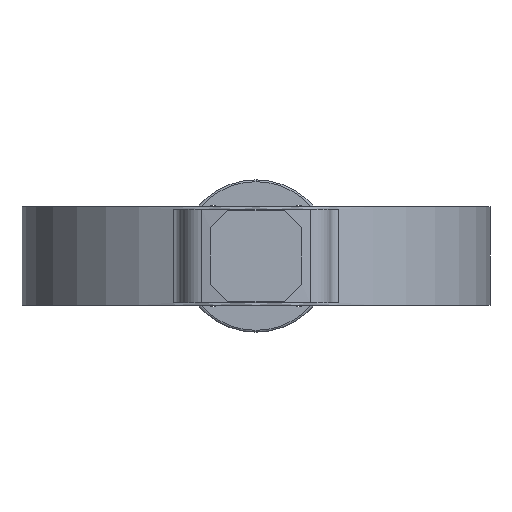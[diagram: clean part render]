
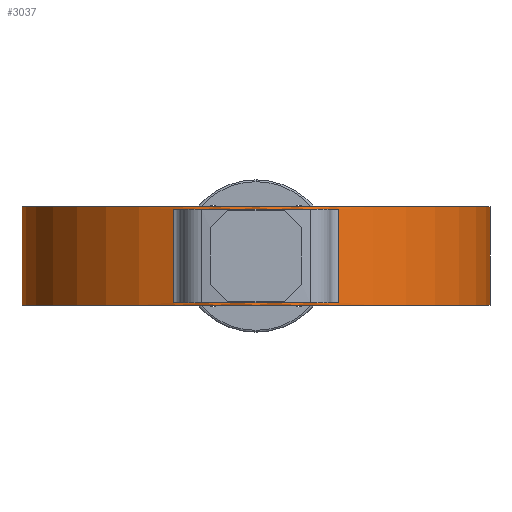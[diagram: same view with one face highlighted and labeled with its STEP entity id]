
A CAD part, front view. The second image highlights one B-rep face of the part: STEP entity #3037.
In plain terms, the highlighted cylindrical face has radius 269 mm (diameter 538 mm), a partial arc.
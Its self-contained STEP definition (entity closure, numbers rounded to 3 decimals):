
#25 = ORIENTED_EDGE ( 'NONE', *, *, #2377, .T. ) ;
#26 = ORIENTED_EDGE ( 'NONE', *, *, #2378, .T. ) ;
#27 = ORIENTED_EDGE ( 'NONE', *, *, #2379, .T. ) ;
#28 = ORIENTED_EDGE ( 'NONE', *, *, #2380, .F. ) ;
#29 = ORIENTED_EDGE ( 'NONE', *, *, #2381, .T. ) ;
#30 = ORIENTED_EDGE ( 'NONE', *, *, #3403, .T. ) ;
#31 = ORIENTED_EDGE ( 'NONE', *, *, #2382, .F. ) ;
#32 = ORIENTED_EDGE ( 'NONE', *, *, #3412, .F. ) ;
#177 = VERTEX_POINT ( 'NONE', #680 ) ;
#179 = VERTEX_POINT ( 'NONE', #678 ) ;
#182 = VERTEX_POINT ( 'NONE', #674 ) ;
#188 = VERTEX_POINT ( 'NONE', #739 ) ;
#234 = VERTEX_POINT ( 'NONE', #518 ) ;
#235 = VERTEX_POINT ( 'NONE', #515 ) ;
#237 = VERTEX_POINT ( 'NONE', #511 ) ;
#250 = VERTEX_POINT ( 'NONE', #492 ) ;
#492 = CARTESIAN_POINT ( 'NONE',  ( 269., 0., 56.5 ) ) ;
#511 = CARTESIAN_POINT ( 'NONE',  ( -269., 0., 56.5 ) ) ;
#515 = CARTESIAN_POINT ( 'NONE',  ( 269., 0., -56.5 ) ) ;
#518 = CARTESIAN_POINT ( 'NONE',  ( -269., 0., -56.5 ) ) ;
#674 = CARTESIAN_POINT ( 'NONE',  ( 94.718, -251.773, -53.5 ) ) ;
#678 = CARTESIAN_POINT ( 'NONE',  ( -94.718, -251.773, 53.5 ) ) ;
#680 = CARTESIAN_POINT ( 'NONE',  ( 94.718, -251.773, 53.5 ) ) ;
#739 = CARTESIAN_POINT ( 'NONE',  ( -94.718, -251.773, -53.5 ) ) ;
#1378 = DIRECTION ( 'NONE',  ( 0., 0., -1. ) ) ;
#1382 = DIRECTION ( 'NONE',  ( 0., 0., 1. ) ) ;
#1389 = CARTESIAN_POINT ( 'NONE',  ( 94.718, -251.773, 56.5 ) ) ;
#1393 = CARTESIAN_POINT ( 'NONE',  ( -94.718, -251.773, 56.5 ) ) ;
#1395 = CARTESIAN_POINT ( 'NONE',  ( 0., 0., 53.5 ) ) ;
#1396 = DIRECTION ( 'NONE',  ( 0., 0., 1. ) ) ;
#1397 = DIRECTION ( 'NONE',  ( 1., 0., 0. ) ) ;
#1399 = CARTESIAN_POINT ( 'NONE',  ( 0., 0., -53.5 ) ) ;
#1400 = DIRECTION ( 'NONE',  ( 0., 0., 1. ) ) ;
#1401 = DIRECTION ( 'NONE',  ( 1., 0., 0. ) ) ;
#1402 = CARTESIAN_POINT ( 'NONE',  ( 0., 0., -56.5 ) ) ;
#1403 = DIRECTION ( 'NONE',  ( 0., 0., 1. ) ) ;
#1404 = DIRECTION ( 'NONE',  ( 1., 0., 0. ) ) ;
#1406 = CARTESIAN_POINT ( 'NONE',  ( 0., 0., 56.5 ) ) ;
#1407 = DIRECTION ( 'NONE',  ( 0., 0., 1. ) ) ;
#1408 = DIRECTION ( 'NONE',  ( 1., 0., 0. ) ) ;
#2045 = DIRECTION ( 'NONE',  ( 0., 0., -1. ) ) ;
#2046 = CARTESIAN_POINT ( 'NONE',  ( -269., 0., 56.5 ) ) ;
#2090 = CARTESIAN_POINT ( 'NONE',  ( 269., 0., 56.5 ) ) ;
#2091 = DIRECTION ( 'NONE',  ( 0., 0., -1. ) ) ;
#2377 = EDGE_CURVE ( 'NONE', #177, #182, #3868, .T. ) ;
#2378 = EDGE_CURVE ( 'NONE', #179, #177, #3871, .T. ) ;
#2379 = EDGE_CURVE ( 'NONE', #188, #179, #3870, .T. ) ;
#2380 = EDGE_CURVE ( 'NONE', #188, #182, #3872, .T. ) ;
#2381 = EDGE_CURVE ( 'NONE', #234, #235, #3876, .T. ) ;
#2382 = EDGE_CURVE ( 'NONE', #237, #250, #3874, .T. ) ;
#2508 = AXIS2_PLACEMENT_3D ( 'NONE', #1395, #1396, #1397 ) ;
#2509 = AXIS2_PLACEMENT_3D ( 'NONE', #1399, #1400, #1401 ) ;
#2510 = AXIS2_PLACEMENT_3D ( 'NONE', #1402, #1403, #1404 ) ;
#2511 = AXIS2_PLACEMENT_3D ( 'NONE', #1406, #1407, #1408 ) ;
#2654 = AXIS2_PLACEMENT_3D ( 'NONE', #3186, #3187, #3185 ) ;
#3037 = ADVANCED_FACE ( 'NONE', ( #4036, #4038 ), #4040, .T. ) ;
#3185 = DIRECTION ( 'NONE',  ( -1., 0., 0. ) ) ;
#3186 = CARTESIAN_POINT ( 'NONE',  ( 0., 0., 56.5 ) ) ;
#3187 = DIRECTION ( 'NONE',  ( 0., 0., -1. ) ) ;
#3403 = EDGE_CURVE ( 'NONE', #237, #234, #4226, .T. ) ;
#3412 = EDGE_CURVE ( 'NONE', #250, #235, #4240, .T. ) ;
#3419 = EDGE_LOOP ( 'NONE', ( #28, #27, #26, #25 ) ) ;
#3430 = EDGE_LOOP ( 'NONE', ( #32, #31, #30, #29 ) ) ;
#3868 = LINE ( 'NONE', #1389, #3869 ) ;
#3869 = VECTOR ( 'NONE', #1378, 1000. ) ;
#3870 = LINE ( 'NONE', #1393, #3873 ) ;
#3871 = CIRCLE ( 'NONE', #2508, 269. ) ;
#3872 = CIRCLE ( 'NONE', #2509, 269. ) ;
#3873 = VECTOR ( 'NONE', #1382, 1000. ) ;
#3874 = CIRCLE ( 'NONE', #2511, 269. ) ;
#3876 = CIRCLE ( 'NONE', #2510, 269. ) ;
#4036 = FACE_OUTER_BOUND ( 'NONE', #3430, .T. ) ;
#4038 = FACE_BOUND ( 'NONE', #3419, .T. ) ;
#4040 = CYLINDRICAL_SURFACE ( 'NONE', #2654, 269. ) ;
#4226 = LINE ( 'NONE', #2046, #4228 ) ;
#4228 = VECTOR ( 'NONE', #2045, 1000. ) ;
#4240 = LINE ( 'NONE', #2090, #4242 ) ;
#4242 = VECTOR ( 'NONE', #2091, 1000. ) ;
